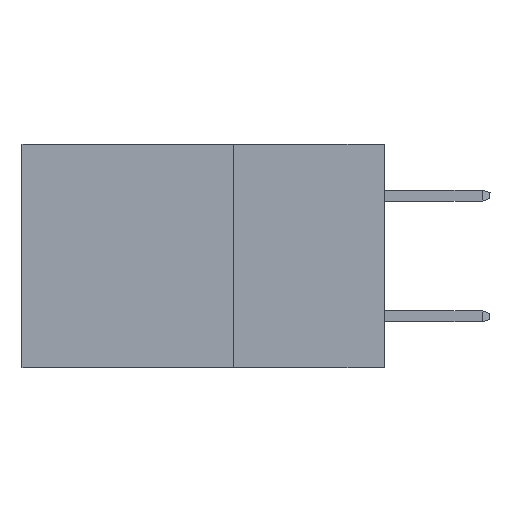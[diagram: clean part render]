
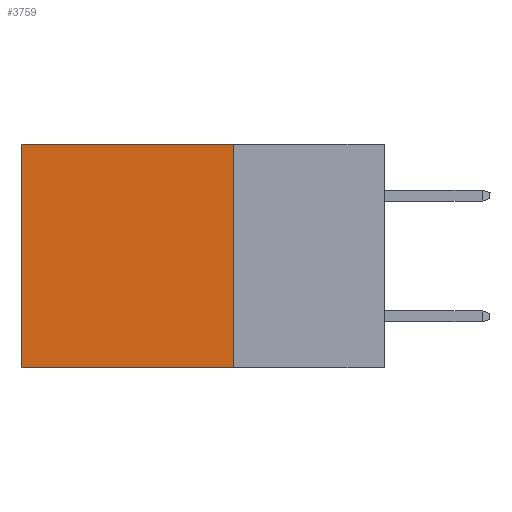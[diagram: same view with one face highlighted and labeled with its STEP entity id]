
A CAD part, left-side view. The second image highlights one B-rep face of the part: STEP entity #3759.
In plain terms, the highlighted planar face has unit normal (-1, 0, 0).
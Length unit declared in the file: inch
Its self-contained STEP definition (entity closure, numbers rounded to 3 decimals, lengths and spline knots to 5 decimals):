
#253 = DIRECTION ( 'NONE',  ( 0., 0., -1. ) ) ;
#716 = DIRECTION ( 'NONE',  ( 0., 0., -1. ) ) ;
#1672 = VECTOR ( 'NONE', #17526, 39.37008 ) ;
#2075 = LINE ( 'NONE', #16123, #1672 ) ;
#2217 = ORIENTED_EDGE ( 'NONE', *, *, #4432, .F. ) ;
#3437 = VECTOR ( 'NONE', #716, 39.37008 ) ;
#3558 = DIRECTION ( 'NONE',  ( 0., 0., -1. ) ) ;
#3759 = ADVANCED_FACE ( 'NONE', ( #17414 ), #8662, .F. ) ;
#4209 = VERTEX_POINT ( 'NONE', #7733 ) ;
#4432 = EDGE_CURVE ( 'NONE', #4209, #12076, #4628, .T. ) ;
#4628 = LINE ( 'NONE', #7577, #15313 ) ;
#5773 = CARTESIAN_POINT ( 'NONE',  ( 0.298, 0.6, 0. ) ) ;
#6235 = DIRECTION ( 'NONE',  ( 0., 1., 0. ) ) ;
#7577 = CARTESIAN_POINT ( 'NONE',  ( 0.298, 0.25, 0. ) ) ;
#7733 = CARTESIAN_POINT ( 'NONE',  ( 0.298, 0.25, 0. ) ) ;
#7742 = EDGE_LOOP ( 'NONE', ( #14827, #12874, #2217, #10244 ) ) ;
#8662 = PLANE ( 'NONE',  #14500 ) ;
#8822 = VECTOR ( 'NONE', #6235, 39.37008 ) ;
#9645 = EDGE_CURVE ( 'NONE', #17003, #15599, #15430, .T. ) ;
#10244 = ORIENTED_EDGE ( 'NONE', *, *, #12066, .T. ) ;
#11390 = CARTESIAN_POINT ( 'NONE',  ( 0.298, 0.25, 0. ) ) ;
#11595 = LINE ( 'NONE', #13050, #8822 ) ;
#12066 = EDGE_CURVE ( 'NONE', #4209, #17003, #11595, .T. ) ;
#12076 = VERTEX_POINT ( 'NONE', #17186 ) ;
#12874 = ORIENTED_EDGE ( 'NONE', *, *, #16582, .F. ) ;
#13050 = CARTESIAN_POINT ( 'NONE',  ( 0.298, 0.25, 0. ) ) ;
#14127 = CARTESIAN_POINT ( 'NONE',  ( 0.298, 0.6, -0.37 ) ) ;
#14500 = AXIS2_PLACEMENT_3D ( 'NONE', #11390, #16797, #253 ) ;
#14827 = ORIENTED_EDGE ( 'NONE', *, *, #9645, .T. ) ;
#15313 = VECTOR ( 'NONE', #3558, 39.37008 ) ;
#15430 = LINE ( 'NONE', #5773, #3437 ) ;
#15599 = VERTEX_POINT ( 'NONE', #14127 ) ;
#16123 = CARTESIAN_POINT ( 'NONE',  ( 0.298, 0.25, -0.37 ) ) ;
#16582 = EDGE_CURVE ( 'NONE', #12076, #15599, #2075, .T. ) ;
#16718 = CARTESIAN_POINT ( 'NONE',  ( 0.298, 0.6, 0. ) ) ;
#16797 = DIRECTION ( 'NONE',  ( 1., 0., 0. ) ) ;
#17003 = VERTEX_POINT ( 'NONE', #16718 ) ;
#17186 = CARTESIAN_POINT ( 'NONE',  ( 0.298, 0.25, -0.37 ) ) ;
#17414 = FACE_OUTER_BOUND ( 'NONE', #7742, .T. ) ;
#17526 = DIRECTION ( 'NONE',  ( 0., 1., 0. ) ) ;
